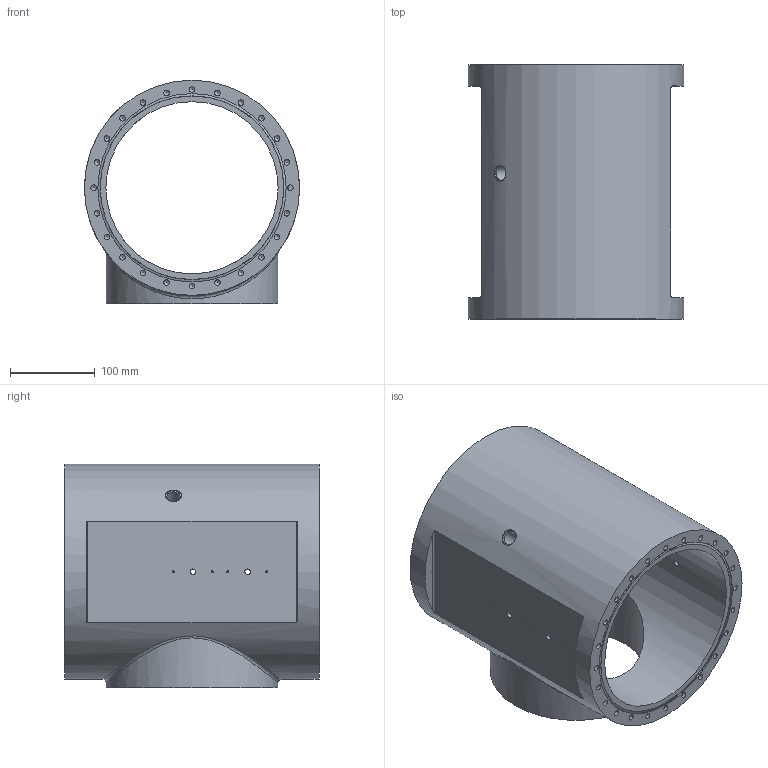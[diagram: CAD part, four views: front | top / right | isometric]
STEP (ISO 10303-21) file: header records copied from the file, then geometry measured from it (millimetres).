
FILE_DESCRIPTION(/* description */ (''),/* implementation_level */ '2;1');
FILE_NAME(/* name */ 'Corps_cylindre.stp',/* time_stamp */ '2021-06-15T16:02:42+02:00',/* author */ ('Antoine'),/* organization */ (''),/* preprocessor_version */ 'ST-DEVELOPER v18.1',/* originating_system */ 'Autodesk Inventor 2022',/* authorisation */ '');
FILE_SCHEMA (('AUTOMOTIVE_DESIGN { 1 0 10303 214 3 1 1 }'));
Length unit declared in the file: millimetre
Products named in the file (1): Corps_cylindre
Bounding box: 254 x 300 x 264 mm (x, y, z)
Volume: 4593893.4 mm3; surface area: 506780 mm2
Topology: 1 solids, 1 shells, 185 faces, 462 edges, 282 vertices
Faces by surface type: cylinder 92, cone 80, plane 12, bspline 1
Full cylindrical faces by diameter (mm): 2.459 x8, 6.6 x4, 6.647 x68, 16 x1, 19.2 x1, 160 x1, 202.44 x1, 203.2 x1, 222.202 x2, 254 x1
Entity records: 5773 total; most frequent: CARTESIAN_POINT 1518, DIRECTION 911, ORIENTED_EDGE 772, EDGE_CURVE 386, AXIS2_PLACEMENT_3D 364, VERTEX_POINT 282, EDGE_LOOP 278, FACE_OUTER_BOUND 185
